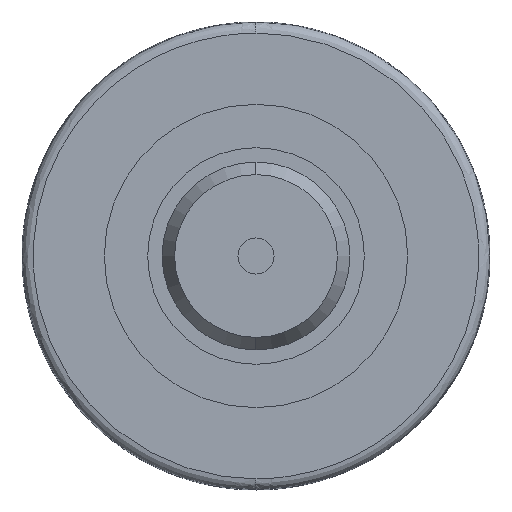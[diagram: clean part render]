
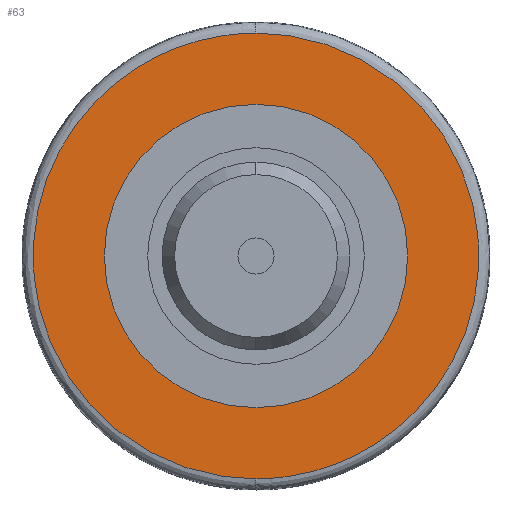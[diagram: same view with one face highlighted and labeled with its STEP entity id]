
A CAD part, left-side view. The second image highlights one B-rep face of the part: STEP entity #63.
In plain terms, the highlighted planar face has unit normal (-1, 0, 0).
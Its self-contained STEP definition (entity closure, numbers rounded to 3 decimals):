
#63=ADVANCED_FACE('NONE',(#142,#143),#144,.F.);
#142=FACE_OUTER_BOUND('',#240,.T.);
#143=FACE_BOUND('',#241,.T.);
#144=PLANE('',#242);
#240=EDGE_LOOP('',(#441,#442));
#241=EDGE_LOOP('',(#443,#444));
#242=AXIS2_PLACEMENT_3D('',#445,#446,#447);
#441=ORIENTED_EDGE('',*,*,#634,.F.);
#442=ORIENTED_EDGE('',*,*,#635,.F.);
#443=ORIENTED_EDGE('',*,*,#636,.F.);
#444=ORIENTED_EDGE('',*,*,#637,.F.);
#445=CARTESIAN_POINT('',(6.0,0.0,0.0));
#446=DIRECTION('',(1.0,0.0,0.0));
#447=DIRECTION('',(0.0,1.0,0.0));
#634=EDGE_CURVE('NONE',#731,#732,#733,.T.);
#635=EDGE_CURVE('NONE',#732,#731,#734,.T.);
#636=EDGE_CURVE('NONE',#735,#736,#737,.T.);
#637=EDGE_CURVE('NONE',#736,#735,#738,.T.);
#731=VERTEX_POINT('NONE',#854);
#732=VERTEX_POINT('NONE',#855);
#733=(B_SPLINE_CURVE(3,(#857,#858,#859,#860),.UNSPECIFIED.,.F.,.F.)B_SPLINE_CURVE_WITH_KNOTS((4,4),(0.25,0.75),.UNSPECIFIED.)RATIONAL_B_SPLINE_CURVE((1.0,0.333,0.333,1.0))BOUNDED_CURVE()REPRESENTATION_ITEM('')GEOMETRIC_REPRESENTATION_ITEM()CURVE());
#734=(B_SPLINE_CURVE(3,(#868,#869,#870,#871),.UNSPECIFIED.,.F.,.F.)B_SPLINE_CURVE_WITH_KNOTS((4,4),(0.75,1.25),.UNSPECIFIED.)RATIONAL_B_SPLINE_CURVE((1.0,0.333,0.333,1.0))BOUNDED_CURVE()REPRESENTATION_ITEM('')GEOMETRIC_REPRESENTATION_ITEM()CURVE());
#735=VERTEX_POINT('NONE',#878);
#736=VERTEX_POINT('NONE',#879);
#737=CIRCLE('',#880,20.7);
#738=CIRCLE('',#881,20.7);
#854=CARTESIAN_POINT('',(6.0,0.,-30.851));
#855=CARTESIAN_POINT('',(6.0,0.,30.851));
#857=CARTESIAN_POINT('',(6.0,0.,-30.851));
#858=CARTESIAN_POINT('',(6.,61.703,-30.851));
#859=CARTESIAN_POINT('',(6.,61.703,30.851));
#860=CARTESIAN_POINT('',(6.0,0.,30.851));
#868=CARTESIAN_POINT('',(6.0,0.,30.851));
#869=CARTESIAN_POINT('',(6.,-61.703,30.851));
#870=CARTESIAN_POINT('',(6.,-61.703,-30.851));
#871=CARTESIAN_POINT('',(6.0,0.,-30.851));
#878=CARTESIAN_POINT('',(6.0,0.0,-20.7));
#879=CARTESIAN_POINT('',(6.0,0.,20.7));
#880=AXIS2_PLACEMENT_3D('',#997,#998,#999);
#881=AXIS2_PLACEMENT_3D('',#1000,#1001,#1002);
#997=CARTESIAN_POINT('',(6.0,0.0,0.0));
#998=DIRECTION('',(-1.0,-0.0,-0.0));
#999=DIRECTION('',(0.0,0.0,-1.0));
#1000=CARTESIAN_POINT('',(6.0,0.0,0.0));
#1001=DIRECTION('',(-1.0,-0.0,-0.0));
#1002=DIRECTION('',(0.0,0.0,-1.0));
